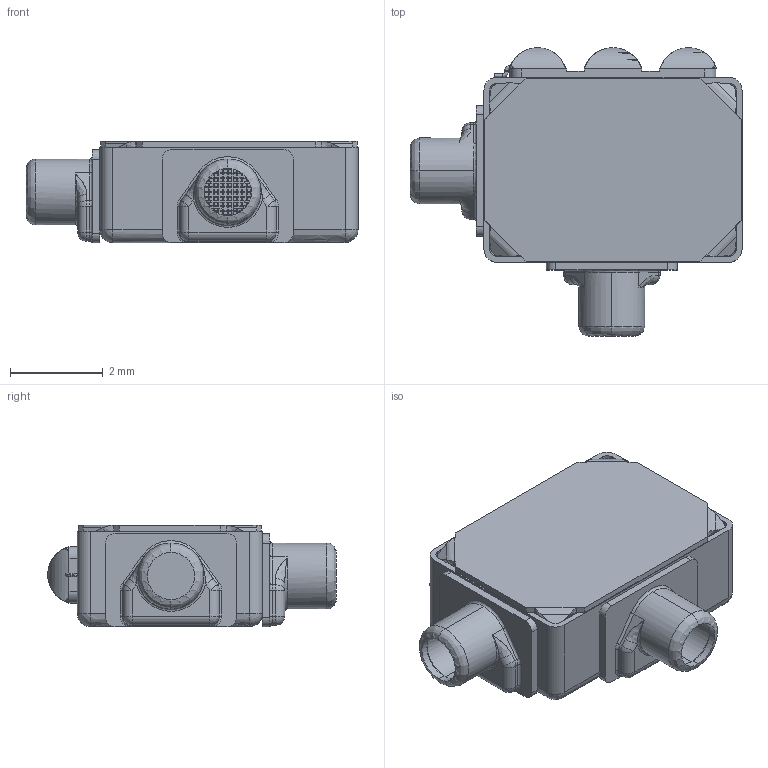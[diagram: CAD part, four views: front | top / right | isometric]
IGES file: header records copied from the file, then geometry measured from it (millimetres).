
Start section:  PTC IGES file: el-29924-c05_sw.igs
Global section: file name: el-29924-c05_sw.igs; native system: Pro/ENGINEER by Parametric Technology Corporation; preprocessor: 2011220; author: LYan; organization: Unknown; date: 20120525.170735; units: inch
Bounding box: 7.16 x 6.22 x 2.18 mm (x, y, z)
Surface area: 207.7 mm2 (no closed solid volume)
Topology: 0 solids, 0 shells, 793 faces, 4304 edges, 4300 vertices
Faces by surface type: bspline 597, revolution 196
